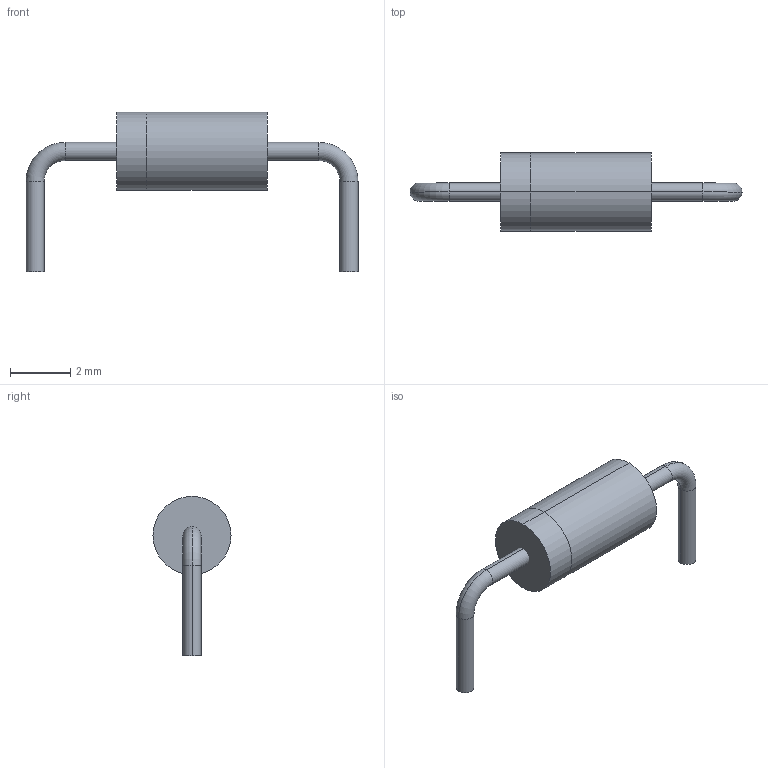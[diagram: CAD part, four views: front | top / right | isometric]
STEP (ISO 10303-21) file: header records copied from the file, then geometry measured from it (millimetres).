
FILE_DESCRIPTION (( 'STEP AP214' ), '1' );
FILE_NAME ('DO-41Z.STEP', '2007-12-17T09:26:20', ( 'Chinese User' ), ( 'Chinese ORG' ), 'SwSTEP 2.0', 'SolidWorks 2004231', '' );
FILE_SCHEMA (( 'AUTOMOTIVE_DESIGN' ));
Length unit declared in the file: millimetre
Products named in the file (1): DO-41Z
Bounding box: 11.06 x 2.6 x 5.3 mm (x, y, z)
Volume: 31.5 mm3; surface area: 95.8 mm2
Topology: 3 solids, 3 shells, 20 faces, 34 edges, 20 vertices
Faces by surface type: cylinder 10, plane 6, torus 4
Entity records: 739 total; most frequent: DIRECTION 100, CARTESIAN_POINT 75, ORIENTED_EDGE 68, AXIS2_PLACEMENT_3D 45, EDGE_CURVE 34, UNCERTAINTY_MEASURE_WITH_UNIT 24, CIRCLE 24, MECHANICAL_DESIGN_GEOMETRIC_PRESENTATION_REPRESENTATION 23
